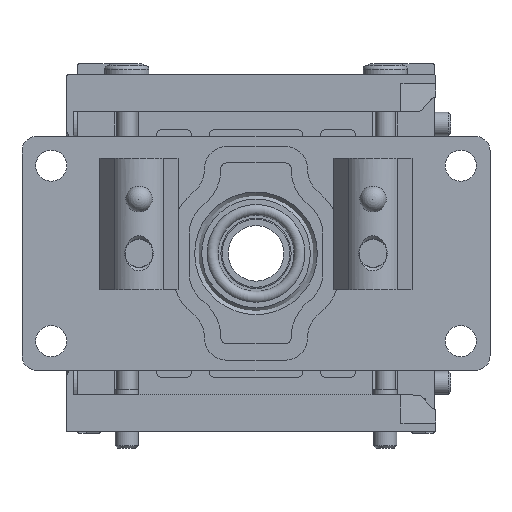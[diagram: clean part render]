
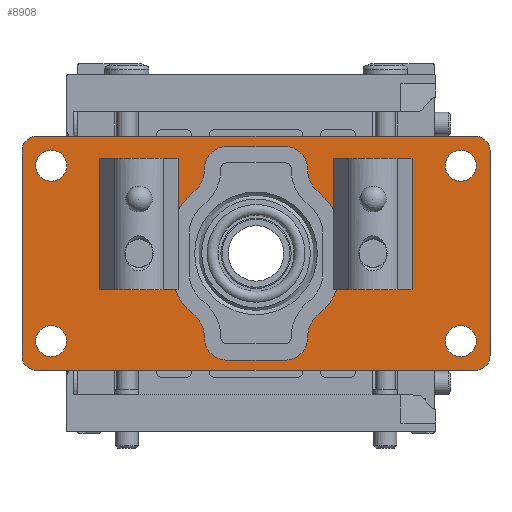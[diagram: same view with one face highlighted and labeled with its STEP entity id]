
A CAD part, front view. The second image highlights one B-rep face of the part: STEP entity #8908.
In plain terms, the highlighted planar face has unit normal (0, -1, 0).
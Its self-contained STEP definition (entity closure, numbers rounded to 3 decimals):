
#492=LINE('',#14497,#1270);
#500=LINE('',#14517,#1278);
#508=LINE('',#14537,#1286);
#516=LINE('',#14577,#1294);
#539=LINE('',#14666,#1317);
#540=LINE('',#14674,#1318);
#541=LINE('',#14682,#1319);
#542=LINE('',#14690,#1320);
#1270=VECTOR('',#11670,1000.);
#1278=VECTOR('',#11686,1000.);
#1286=VECTOR('',#11702,1000.);
#1294=VECTOR('',#11742,1000.);
#1317=VECTOR('',#11815,1000.);
#1318=VECTOR('',#11822,1000.);
#1319=VECTOR('',#11829,1000.);
#1320=VECTOR('',#11836,1000.);
#2158=ORIENTED_EDGE('',*,*,#4742,.T.);
#2159=ORIENTED_EDGE('',*,*,#4743,.T.);
#2160=ORIENTED_EDGE('',*,*,#4744,.T.);
#2161=ORIENTED_EDGE('',*,*,#4745,.F.);
#2162=ORIENTED_EDGE('',*,*,#4746,.T.);
#2163=ORIENTED_EDGE('',*,*,#4747,.T.);
#2164=ORIENTED_EDGE('',*,*,#4748,.T.);
#2165=ORIENTED_EDGE('',*,*,#4749,.F.);
#2166=ORIENTED_EDGE('',*,*,#4750,.T.);
#2167=ORIENTED_EDGE('',*,*,#4751,.T.);
#2168=ORIENTED_EDGE('',*,*,#4752,.T.);
#2169=ORIENTED_EDGE('',*,*,#4753,.F.);
#2170=ORIENTED_EDGE('',*,*,#4754,.T.);
#2171=ORIENTED_EDGE('',*,*,#4755,.T.);
#2172=ORIENTED_EDGE('',*,*,#4756,.T.);
#2173=ORIENTED_EDGE('',*,*,#4757,.F.);
#2174=ORIENTED_EDGE('',*,*,#4758,.F.);
#2175=ORIENTED_EDGE('',*,*,#4759,.F.);
#2176=ORIENTED_EDGE('',*,*,#4694,.T.);
#2177=ORIENTED_EDGE('',*,*,#4692,.T.);
#2178=ORIENTED_EDGE('',*,*,#4690,.T.);
#2179=ORIENTED_EDGE('',*,*,#4688,.T.);
#2180=ORIENTED_EDGE('',*,*,#4656,.F.);
#2181=ORIENTED_EDGE('',*,*,#4697,.F.);
#2182=ORIENTED_EDGE('',*,*,#4686,.F.);
#2183=ORIENTED_EDGE('',*,*,#4679,.F.);
#2184=ORIENTED_EDGE('',*,*,#4676,.F.);
#2185=ORIENTED_EDGE('',*,*,#4669,.F.);
#2186=ORIENTED_EDGE('',*,*,#4666,.F.);
#2187=ORIENTED_EDGE('',*,*,#4659,.F.);
#4656=EDGE_CURVE('',#5954,#5955,#6852,.T.);
#4659=EDGE_CURVE('',#5955,#5957,#492,.T.);
#4666=EDGE_CURVE('',#5957,#5963,#6854,.T.);
#4669=EDGE_CURVE('',#5963,#5965,#500,.T.);
#4676=EDGE_CURVE('',#5965,#5971,#6856,.T.);
#4679=EDGE_CURVE('',#5971,#5973,#508,.T.);
#4686=EDGE_CURVE('',#5973,#5979,#6858,.T.);
#4688=EDGE_CURVE('',#5980,#5980,#6859,.T.);
#4690=EDGE_CURVE('',#5982,#5982,#6861,.T.);
#4692=EDGE_CURVE('',#5984,#5984,#6863,.T.);
#4694=EDGE_CURVE('',#5986,#5986,#6865,.T.);
#4697=EDGE_CURVE('',#5979,#5954,#516,.T.);
#4742=EDGE_CURVE('',#6028,#6029,#6889,.T.);
#4743=EDGE_CURVE('',#6029,#6030,#539,.T.);
#4744=EDGE_CURVE('',#6030,#6031,#6890,.T.);
#4745=EDGE_CURVE('',#6032,#6031,#6891,.T.);
#4746=EDGE_CURVE('',#6032,#6033,#6892,.T.);
#4747=EDGE_CURVE('',#6033,#6034,#540,.T.);
#4748=EDGE_CURVE('',#6034,#6035,#6893,.T.);
#4749=EDGE_CURVE('',#6036,#6035,#6894,.T.);
#4750=EDGE_CURVE('',#6036,#6037,#6895,.T.);
#4751=EDGE_CURVE('',#6037,#6038,#541,.T.);
#4752=EDGE_CURVE('',#6038,#6039,#6896,.T.);
#4753=EDGE_CURVE('',#6040,#6039,#6897,.T.);
#4754=EDGE_CURVE('',#6040,#6041,#6898,.T.);
#4755=EDGE_CURVE('',#6041,#6042,#542,.T.);
#4756=EDGE_CURVE('',#6042,#6043,#6899,.T.);
#4757=EDGE_CURVE('',#6028,#6043,#6900,.T.);
#4758=EDGE_CURVE('',#6044,#6044,#6901,.T.);
#4759=EDGE_CURVE('',#6045,#6045,#6902,.T.);
#5954=VERTEX_POINT('',#14490);
#5955=VERTEX_POINT('',#14492);
#5957=VERTEX_POINT('',#14498);
#5963=VERTEX_POINT('',#14512);
#5965=VERTEX_POINT('',#14518);
#5971=VERTEX_POINT('',#14532);
#5973=VERTEX_POINT('',#14538);
#5979=VERTEX_POINT('',#14552);
#5980=VERTEX_POINT('',#14556);
#5982=VERTEX_POINT('',#14561);
#5984=VERTEX_POINT('',#14566);
#5986=VERTEX_POINT('',#14571);
#6028=VERTEX_POINT('',#14664);
#6029=VERTEX_POINT('',#14665);
#6030=VERTEX_POINT('',#14667);
#6031=VERTEX_POINT('',#14669);
#6032=VERTEX_POINT('',#14671);
#6033=VERTEX_POINT('',#14673);
#6034=VERTEX_POINT('',#14675);
#6035=VERTEX_POINT('',#14677);
#6036=VERTEX_POINT('',#14679);
#6037=VERTEX_POINT('',#14681);
#6038=VERTEX_POINT('',#14683);
#6039=VERTEX_POINT('',#14685);
#6040=VERTEX_POINT('',#14687);
#6041=VERTEX_POINT('',#14689);
#6042=VERTEX_POINT('',#14691);
#6043=VERTEX_POINT('',#14693);
#6044=VERTEX_POINT('',#14696);
#6045=VERTEX_POINT('',#14698);
#6852=CIRCLE('',#10619,2.5);
#6854=CIRCLE('',#10623,2.5);
#6856=CIRCLE('',#10627,2.5);
#6858=CIRCLE('',#10631,2.5);
#6859=CIRCLE('',#10633,2.65);
#6861=CIRCLE('',#10636,2.65);
#6863=CIRCLE('',#10639,2.65);
#6865=CIRCLE('',#10642,2.65);
#6889=CIRCLE('',#10669,8.95);
#6890=CIRCLE('',#10670,8.95);
#6891=CIRCLE('',#10671,5.2);
#6892=CIRCLE('',#10672,3.8);
#6893=CIRCLE('',#10673,3.8);
#6894=CIRCLE('',#10674,5.2);
#6895=CIRCLE('',#10675,8.95);
#6896=CIRCLE('',#10676,8.95);
#6897=CIRCLE('',#10677,5.2);
#6898=CIRCLE('',#10678,3.8);
#6899=CIRCLE('',#10679,3.8);
#6900=CIRCLE('',#10680,5.2);
#6901=CIRCLE('',#10681,3.3);
#6902=CIRCLE('',#10682,3.3);
#7251=EDGE_LOOP('',(#2158,#2159,#2160,#2161,#2162,#2163,#2164,#2165,#2166,
#2167,#2168,#2169,#2170,#2171,#2172,#2173));
#7252=EDGE_LOOP('',(#2174));
#7253=EDGE_LOOP('',(#2175));
#7254=EDGE_LOOP('',(#2176));
#7255=EDGE_LOOP('',(#2177));
#7256=EDGE_LOOP('',(#2178));
#7257=EDGE_LOOP('',(#2179));
#7258=EDGE_LOOP('',(#2180,#2181,#2182,#2183,#2184,#2185,#2186,#2187));
#7941=FACE_BOUND('',#7251,.T.);
#7942=FACE_BOUND('',#7252,.T.);
#7943=FACE_BOUND('',#7253,.T.);
#7944=FACE_BOUND('',#7254,.T.);
#7945=FACE_BOUND('',#7255,.T.);
#7946=FACE_BOUND('',#7256,.T.);
#7947=FACE_BOUND('',#7257,.T.);
#7948=FACE_BOUND('',#7258,.T.);
#8620=PLANE('',#10668);
#8908=ADVANCED_FACE('',(#7941,#7942,#7943,#7944,#7945,#7946,#7947,#7948),
#8620,.F.);
#10619=AXIS2_PLACEMENT_3D('',#14491,#11664,#11665);
#10623=AXIS2_PLACEMENT_3D('',#14511,#11680,#11681);
#10627=AXIS2_PLACEMENT_3D('',#14531,#11696,#11697);
#10631=AXIS2_PLACEMENT_3D('',#14551,#11712,#11713);
#10633=AXIS2_PLACEMENT_3D('',#14555,#11717,#11718);
#10636=AXIS2_PLACEMENT_3D('',#14560,#11723,#11724);
#10639=AXIS2_PLACEMENT_3D('',#14565,#11729,#11730);
#10642=AXIS2_PLACEMENT_3D('',#14570,#11735,#11736);
#10668=AXIS2_PLACEMENT_3D('',#14662,#11811,#11812);
#10669=AXIS2_PLACEMENT_3D('',#14663,#11813,#11814);
#10670=AXIS2_PLACEMENT_3D('',#14668,#11816,#11817);
#10671=AXIS2_PLACEMENT_3D('',#14670,#11818,#11819);
#10672=AXIS2_PLACEMENT_3D('',#14672,#11820,#11821);
#10673=AXIS2_PLACEMENT_3D('',#14676,#11823,#11824);
#10674=AXIS2_PLACEMENT_3D('',#14678,#11825,#11826);
#10675=AXIS2_PLACEMENT_3D('',#14680,#11827,#11828);
#10676=AXIS2_PLACEMENT_3D('',#14684,#11830,#11831);
#10677=AXIS2_PLACEMENT_3D('',#14686,#11832,#11833);
#10678=AXIS2_PLACEMENT_3D('',#14688,#11834,#11835);
#10679=AXIS2_PLACEMENT_3D('',#14692,#11837,#11838);
#10680=AXIS2_PLACEMENT_3D('',#14694,#11839,#11840);
#10681=AXIS2_PLACEMENT_3D('',#14695,#11841,#11842);
#10682=AXIS2_PLACEMENT_3D('',#14697,#11843,#11844);
#11664=DIRECTION('',(0.,1.,0.));
#11665=DIRECTION('',(1.,0.,0.));
#11670=DIRECTION('',(0.,0.,1.));
#11680=DIRECTION('',(0.,1.,0.));
#11681=DIRECTION('',(1.,0.,0.));
#11686=DIRECTION('',(1.,0.,0.));
#11696=DIRECTION('',(0.,1.,0.));
#11697=DIRECTION('',(1.,0.,0.));
#11702=DIRECTION('',(0.,0.,-1.));
#11712=DIRECTION('',(0.,1.,0.));
#11713=DIRECTION('',(1.,0.,0.));
#11717=DIRECTION('',(0.,1.,0.));
#11718=DIRECTION('',(1.,0.,0.));
#11723=DIRECTION('',(0.,1.,0.));
#11724=DIRECTION('',(1.,0.,0.));
#11729=DIRECTION('',(0.,1.,0.));
#11730=DIRECTION('',(1.,0.,0.));
#11735=DIRECTION('',(0.,1.,0.));
#11736=DIRECTION('',(1.,0.,0.));
#11742=DIRECTION('',(-1.,0.,0.));
#11811=DIRECTION('',(0.,1.,0.));
#11812=DIRECTION('',(0.,0.,1.));
#11813=DIRECTION('',(0.,1.,0.));
#11814=DIRECTION('',(1.,0.,0.));
#11815=DIRECTION('',(0.,0.,1.));
#11816=DIRECTION('',(0.,1.,0.));
#11817=DIRECTION('',(1.,0.,0.));
#11818=DIRECTION('',(0.,1.,0.));
#11819=DIRECTION('',(1.,0.,0.));
#11820=DIRECTION('',(0.,1.,0.));
#11821=DIRECTION('',(1.,0.,0.));
#11822=DIRECTION('',(1.,0.,0.));
#11823=DIRECTION('',(0.,1.,0.));
#11824=DIRECTION('',(1.,0.,0.));
#11825=DIRECTION('',(0.,1.,0.));
#11826=DIRECTION('',(1.,0.,0.));
#11827=DIRECTION('',(0.,1.,0.));
#11828=DIRECTION('',(1.,0.,0.));
#11829=DIRECTION('',(0.,0.,-1.));
#11830=DIRECTION('',(0.,1.,0.));
#11831=DIRECTION('',(1.,0.,0.));
#11832=DIRECTION('',(0.,1.,0.));
#11833=DIRECTION('',(1.,0.,0.));
#11834=DIRECTION('',(0.,1.,0.));
#11835=DIRECTION('',(1.,0.,0.));
#11836=DIRECTION('',(-1.,0.,0.));
#11837=DIRECTION('',(0.,1.,0.));
#11838=DIRECTION('',(1.,0.,0.));
#11839=DIRECTION('',(0.,1.,0.));
#11840=DIRECTION('',(1.,0.,0.));
#11841=DIRECTION('',(0.,-1.,0.));
#11842=DIRECTION('',(0.,0.,-1.));
#11843=DIRECTION('',(0.,-1.,0.));
#11844=DIRECTION('',(0.,0.,-1.));
#14490=CARTESIAN_POINT('',(-37.5,0.,-20.));
#14491=CARTESIAN_POINT('',(-37.5,0.,-17.5));
#14492=CARTESIAN_POINT('',(-40.,0.,-17.5));
#14497=CARTESIAN_POINT('',(-40.,0.,-17.5));
#14498=CARTESIAN_POINT('',(-40.,0.,17.5));
#14511=CARTESIAN_POINT('',(-37.5,0.,17.5));
#14512=CARTESIAN_POINT('',(-37.5,0.,20.));
#14517=CARTESIAN_POINT('',(-37.5,0.,20.));
#14518=CARTESIAN_POINT('',(37.5,0.,20.));
#14531=CARTESIAN_POINT('',(37.5,0.,17.5));
#14532=CARTESIAN_POINT('',(40.,0.,17.5));
#14537=CARTESIAN_POINT('',(40.,0.,17.5));
#14538=CARTESIAN_POINT('',(40.,0.,-17.5));
#14551=CARTESIAN_POINT('',(37.5,0.,-17.5));
#14552=CARTESIAN_POINT('',(37.5,0.,-20.));
#14555=CARTESIAN_POINT('',(35.,0.,-15.));
#14556=CARTESIAN_POINT('',(37.65,0.,-15.));
#14560=CARTESIAN_POINT('',(35.,0.,15.));
#14561=CARTESIAN_POINT('',(37.65,0.,15.));
#14565=CARTESIAN_POINT('',(-35.,0.,-15.));
#14566=CARTESIAN_POINT('',(-32.35,0.,-15.));
#14570=CARTESIAN_POINT('',(-35.,0.,15.));
#14571=CARTESIAN_POINT('',(-32.35,0.,15.));
#14577=CARTESIAN_POINT('',(37.5,0.,-20.));
#14662=CARTESIAN_POINT('',(-37.5,0.,-17.5));
#14663=CARTESIAN_POINT('',(-5.3,0.,-3.29));
#14664=CARTESIAN_POINT('',(-10.803,0.,-10.348));
#14665=CARTESIAN_POINT('',(-14.25,0.,-3.29));
#14666=CARTESIAN_POINT('',(-14.25,0.,-3.29));
#14667=CARTESIAN_POINT('',(-14.25,0.,3.29));
#14668=CARTESIAN_POINT('',(-5.3,0.,3.29));
#14669=CARTESIAN_POINT('',(-10.803,0.,10.348));
#14670=CARTESIAN_POINT('',(-14.,0.,14.449));
#14671=CARTESIAN_POINT('',(-8.8,0.,14.45));
#14672=CARTESIAN_POINT('',(-5.,0.,14.45));
#14673=CARTESIAN_POINT('',(-5.,0.,18.25));
#14674=CARTESIAN_POINT('',(-5.,0.,18.25));
#14675=CARTESIAN_POINT('',(5.,0.,18.25));
#14676=CARTESIAN_POINT('',(5.,0.,14.45));
#14677=CARTESIAN_POINT('',(8.8,0.,14.45));
#14678=CARTESIAN_POINT('',(14.,0.,14.449));
#14679=CARTESIAN_POINT('',(10.803,0.,10.348));
#14680=CARTESIAN_POINT('',(5.3,0.,3.29));
#14681=CARTESIAN_POINT('',(14.25,0.,3.29));
#14682=CARTESIAN_POINT('',(14.25,0.,3.29));
#14683=CARTESIAN_POINT('',(14.25,0.,-3.29));
#14684=CARTESIAN_POINT('',(5.3,0.,-3.29));
#14685=CARTESIAN_POINT('',(10.803,0.,-10.348));
#14686=CARTESIAN_POINT('',(14.,0.,-14.449));
#14687=CARTESIAN_POINT('',(8.8,0.,-14.45));
#14688=CARTESIAN_POINT('',(5.,0.,-14.45));
#14689=CARTESIAN_POINT('',(5.,0.,-18.25));
#14690=CARTESIAN_POINT('',(5.,0.,-18.25));
#14691=CARTESIAN_POINT('',(-5.,0.,-18.25));
#14692=CARTESIAN_POINT('',(-5.,0.,-14.45));
#14693=CARTESIAN_POINT('',(-8.8,0.,-14.45));
#14694=CARTESIAN_POINT('',(-14.,0.,-14.449));
#14695=CARTESIAN_POINT('',(-20.,0.,0.));
#14696=CARTESIAN_POINT('',(-20.,0.,-3.3));
#14697=CARTESIAN_POINT('',(20.,0.,0.));
#14698=CARTESIAN_POINT('',(20.,0.,-3.3));
